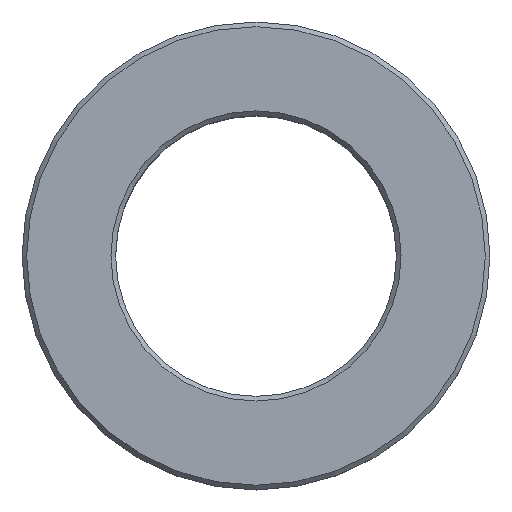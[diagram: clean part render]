
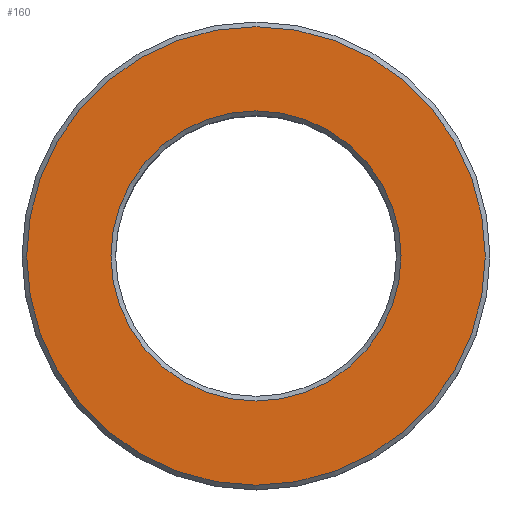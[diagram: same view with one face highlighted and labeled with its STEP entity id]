
A CAD part, top view. The second image highlights one B-rep face of the part: STEP entity #160.
In plain terms, the highlighted planar face has unit normal (0, 0, 1).
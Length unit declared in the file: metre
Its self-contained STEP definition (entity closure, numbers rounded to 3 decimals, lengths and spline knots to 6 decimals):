
#160=ADVANCED_FACE('',(#189,#190),#191,.T.);
#189=FACE_BOUND('',#4608,.T.);
#190=FACE_OUTER_BOUND('',#4609,.T.);
#191=PLANE('',#4610);
#4608=EDGE_LOOP('',(#9052));
#4609=EDGE_LOOP('',(#9053));
#4610=AXIS2_PLACEMENT_3D('',#9054,#9055,#9056);
#9052=ORIENTED_EDGE('',*,*,#9113,.T.);
#9053=ORIENTED_EDGE('',*,*,#9106,.F.);
#9054=CARTESIAN_POINT('',(0.0245,0.0,0.03));
#9055=DIRECTION('',(0.0,0.,1.0));
#9056=DIRECTION('',(0.0,-1.0,0.));
#9106=EDGE_CURVE('',#9137,#9137,#9138,.T.);
#9113=EDGE_CURVE('',#9149,#9149,#9150,.T.);
#9137=VERTEX_POINT('',#9233);
#9138=CIRCLE('',#9234,0.0245);
#9149=VERTEX_POINT('',#9295);
#9150=CIRCLE('',#9296,0.0155);
#9233=CARTESIAN_POINT('',(0.0,0.0245,0.03));
#9234=AXIS2_PLACEMENT_3D('',#9323,#9324,#9325);
#9295=CARTESIAN_POINT('',(0.0,0.0155,0.03));
#9296=AXIS2_PLACEMENT_3D('',#9338,#9339,#9340);
#9323=CARTESIAN_POINT('',(0.0,0.0,0.03));
#9324=DIRECTION('',(0.0,0.,-1.0));
#9325=DIRECTION('',(0.0,1.0,0.));
#9338=CARTESIAN_POINT('',(0.0,0.0,0.03));
#9339=DIRECTION('',(0.0,0.,-1.0));
#9340=DIRECTION('',(0.0,1.0,0.));
